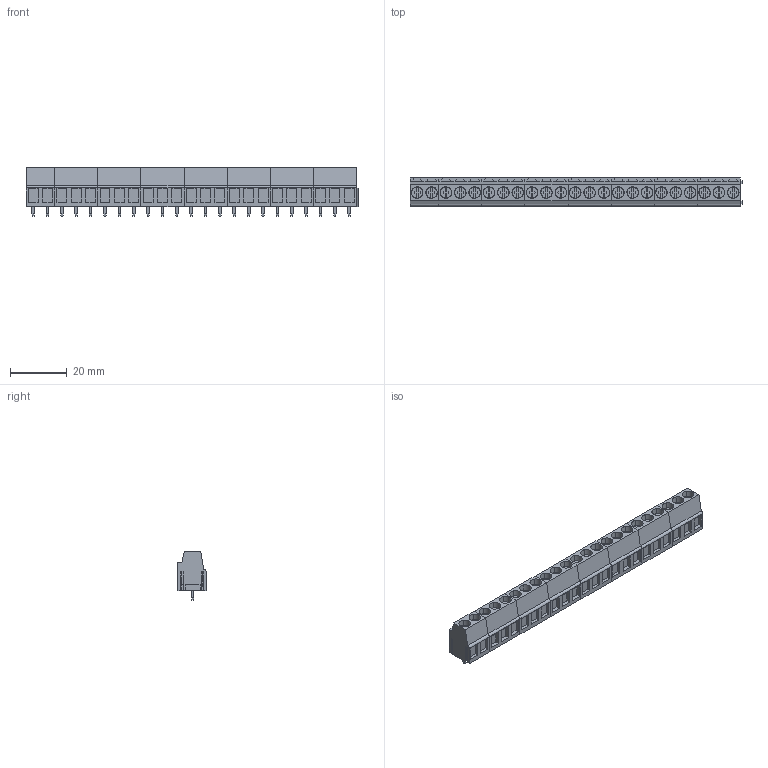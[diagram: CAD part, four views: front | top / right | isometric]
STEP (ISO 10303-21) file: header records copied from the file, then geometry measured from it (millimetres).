
FILE_DESCRIPTION(('CATIA V5 STEP Exchange','CAx-IF Rec.Pracs.--- Model Styling and Organization---1.2---2011-12-15'),'2;1');
FILE_NAME ('D1465143_0_9994320000_9994320000.stp','2018-03-31T10:17:13+00:00',('none'),('Weidmueller'),'CATIA Version 5-6 Release 2014','CATIA V5 STEP AP214','none');
FILE_SCHEMA(('AUTOMOTIVE_DESIGN { 1 0 10303 214 1 1 1 1 }'));
Products named in the file (1): 9994320000
Bounding box: 117.39 x 10 x 17.3 mm (x, y, z)
Volume: 11273.1 mm3; surface area: 13499.3 mm2
Topology: 54 solids, 54 shells, 2079 faces, 5545 edges, 3666 vertices
Faces by surface type: plane 1749, cylinder 330
Entity records: 63909 total; most frequent: CARTESIAN_POINT 12840, ORIENTED_EDGE 11090, DIRECTION 9303, EDGE_CURVE 5545, VECTOR 4563, LINE 4563, VERTEX_POINT 3666, AXIS2_PLACEMENT_3D 2661
